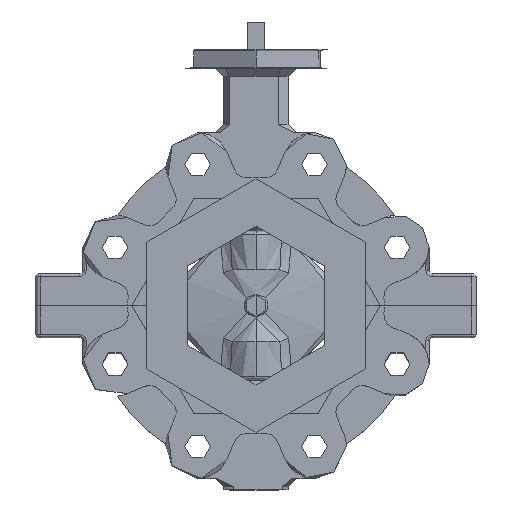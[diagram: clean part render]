
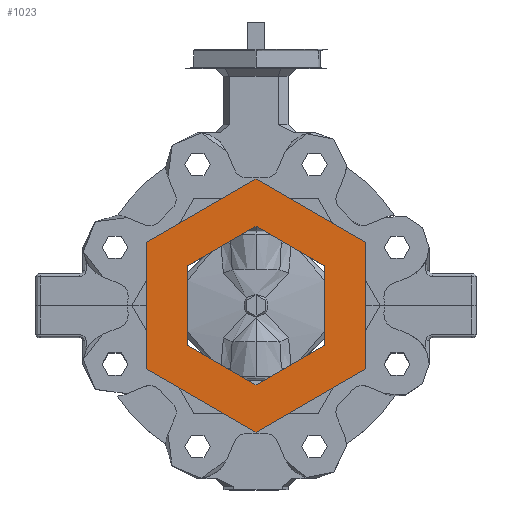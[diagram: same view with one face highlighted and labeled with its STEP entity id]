
A CAD part, top view. The second image highlights one B-rep face of the part: STEP entity #1023.
In plain terms, the highlighted planar face has unit normal (0, 0, 1).
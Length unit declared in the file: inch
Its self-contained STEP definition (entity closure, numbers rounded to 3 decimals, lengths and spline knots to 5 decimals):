
#184 = DIRECTION ( 'NONE',  ( 0., 1., 0. ) ) ;
#273 = AXIS2_PLACEMENT_3D ( 'NONE', #14504, #6340, #184 ) ;
#1023 = ADVANCED_FACE ( 'NONE', ( #14193, #20691 ), #12598, .F. ) ;
#2494 = ORIENTED_EDGE ( 'NONE', *, *, #14272, .T. ) ;
#3418 = VERTEX_POINT ( 'NONE', #15244 ) ;
#3878 = EDGE_CURVE ( 'NONE', #7773, #16005, #11538, .T. ) ;
#4198 = ORIENTED_EDGE ( 'NONE', *, *, #12922, .F. ) ;
#4428 = DIRECTION ( 'NONE',  ( 0., 1., 0. ) ) ;
#4641 = VERTEX_POINT ( 'NONE', #15594 ) ;
#4779 = CIRCLE ( 'NONE', #6740, 1.94882 ) ;
#5961 = DIRECTION ( 'NONE',  ( 0., 0., -1. ) ) ;
#6340 = DIRECTION ( 'NONE',  ( 0., 0., -1. ) ) ;
#6401 = AXIS2_PLACEMENT_3D ( 'NONE', #19074, #13969, #4428 ) ;
#6740 = AXIS2_PLACEMENT_3D ( 'NONE', #17554, #5961, #11169 ) ;
#7109 = DIRECTION ( 'NONE',  ( 0., 0., -1. ) ) ;
#7773 = VERTEX_POINT ( 'NONE', #18953 ) ;
#10744 = CIRCLE ( 'NONE', #17215, 3.11024 ) ;
#11161 = EDGE_LOOP ( 'NONE', ( #16701, #4198 ) ) ;
#11169 = DIRECTION ( 'NONE',  ( 0., 1., 0. ) ) ;
#11538 = CIRCLE ( 'NONE', #20367, 1.94882 ) ;
#11949 = DIRECTION ( 'NONE',  ( 0., 1., 0. ) ) ;
#12136 = CARTESIAN_POINT ( 'NONE',  ( 0., -1.94882, 1.02362 ) ) ;
#12598 = PLANE ( 'NONE',  #273 ) ;
#12922 = EDGE_CURVE ( 'NONE', #3418, #4641, #10744, .T. ) ;
#13566 = CARTESIAN_POINT ( 'NONE',  ( 0., 0., 1.02362 ) ) ;
#13969 = DIRECTION ( 'NONE',  ( 0., 0., -1. ) ) ;
#14193 = FACE_OUTER_BOUND ( 'NONE', #11161, .T. ) ;
#14272 = EDGE_CURVE ( 'NONE', #16005, #7773, #4779, .T. ) ;
#14504 = CARTESIAN_POINT ( 'NONE',  ( 0., 0., 1.02362 ) ) ;
#14861 = CIRCLE ( 'NONE', #6401, 3.11024 ) ;
#15244 = CARTESIAN_POINT ( 'NONE',  ( 0., 3.11024, 1.02362 ) ) ;
#15594 = CARTESIAN_POINT ( 'NONE',  ( 0., -3.11024, 1.02362 ) ) ;
#15754 = DIRECTION ( 'NONE',  ( 0., 0., -1. ) ) ;
#16005 = VERTEX_POINT ( 'NONE', #12136 ) ;
#16028 = ORIENTED_EDGE ( 'NONE', *, *, #3878, .T. ) ;
#16180 = CARTESIAN_POINT ( 'NONE',  ( 0., 0., 1.02362 ) ) ;
#16441 = EDGE_LOOP ( 'NONE', ( #2494, #16028 ) ) ;
#16701 = ORIENTED_EDGE ( 'NONE', *, *, #16772, .F. ) ;
#16772 = EDGE_CURVE ( 'NONE', #4641, #3418, #14861, .T. ) ;
#17215 = AXIS2_PLACEMENT_3D ( 'NONE', #13566, #7109, #11949 ) ;
#17554 = CARTESIAN_POINT ( 'NONE',  ( 0., 0., 1.02362 ) ) ;
#17784 = DIRECTION ( 'NONE',  ( 0., 1., 0. ) ) ;
#18953 = CARTESIAN_POINT ( 'NONE',  ( 0., 1.94882, 1.02362 ) ) ;
#19074 = CARTESIAN_POINT ( 'NONE',  ( 0., 0., 1.02362 ) ) ;
#20367 = AXIS2_PLACEMENT_3D ( 'NONE', #16180, #15754, #17784 ) ;
#20691 = FACE_BOUND ( 'NONE', #16441, .T. ) ;
